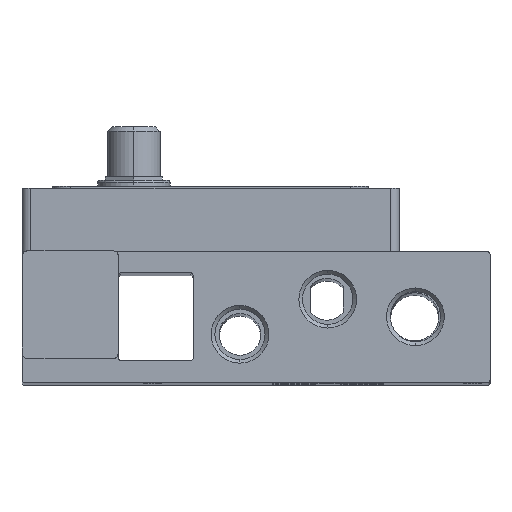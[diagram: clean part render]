
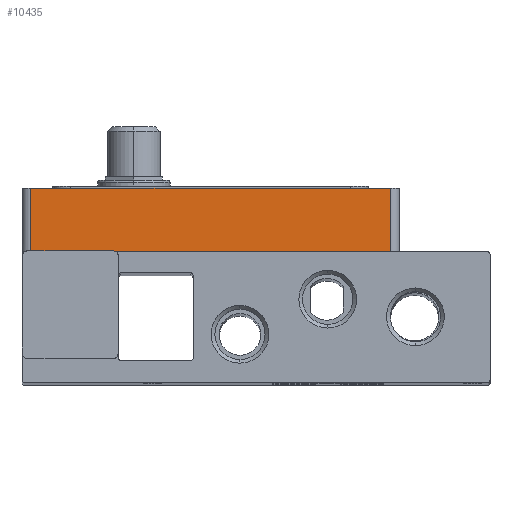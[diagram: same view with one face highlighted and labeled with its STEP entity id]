
A CAD part, top view. The second image highlights one B-rep face of the part: STEP entity #10435.
In plain terms, the highlighted planar face has unit normal (0, 0, 1).
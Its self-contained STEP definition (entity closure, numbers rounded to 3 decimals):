
#400 = DIRECTION ( 'NONE',  ( 1., 0., 0. ) ) ;
#549 = ORIENTED_EDGE ( 'NONE', *, *, #3335, .F. ) ;
#1861 = VERTEX_POINT ( 'NONE', #5213 ) ;
#2394 = EDGE_CURVE ( 'NONE', #8647, #1861, #3177, .T. ) ;
#2479 = VECTOR ( 'NONE', #400, 1000. ) ;
#2894 = LINE ( 'NONE', #13060, #4872 ) ;
#3010 = CARTESIAN_POINT ( 'NONE',  ( 84., 29.8, -9. ) ) ;
#3177 = LINE ( 'NONE', #9159, #2479 ) ;
#3335 = EDGE_CURVE ( 'NONE', #13913, #7229, #5580, .T. ) ;
#3924 = ORIENTED_EDGE ( 'NONE', *, *, #15939, .F. ) ;
#3962 = FACE_OUTER_BOUND ( 'NONE', #13327, .T. ) ;
#4039 = DIRECTION ( 'NONE',  ( 0., 0., -1. ) ) ;
#4207 = VECTOR ( 'NONE', #15808, 1000. ) ;
#4872 = VECTOR ( 'NONE', #7976, 1000. ) ;
#5143 = CARTESIAN_POINT ( 'NONE',  ( 2., 29.8, -9. ) ) ;
#5213 = CARTESIAN_POINT ( 'NONE',  ( 84., 44.3, -9. ) ) ;
#5580 = LINE ( 'NONE', #10809, #4207 ) ;
#6220 = VECTOR ( 'NONE', #11722, 1000. ) ;
#6330 = PLANE ( 'NONE',  #13315 ) ;
#7229 = VERTEX_POINT ( 'NONE', #5143 ) ;
#7976 = DIRECTION ( 'NONE',  ( 0., -1., 0. ) ) ;
#8647 = VERTEX_POINT ( 'NONE', #14087 ) ;
#9033 = CARTESIAN_POINT ( 'NONE',  ( 2., 44.3, -9. ) ) ;
#9159 = CARTESIAN_POINT ( 'NONE',  ( 2., 44.3, -9. ) ) ;
#10435 = ADVANCED_FACE ( 'NONE', ( #3962 ), #6330, .F. ) ;
#10809 = CARTESIAN_POINT ( 'NONE',  ( 106.2, 29.8, -9. ) ) ;
#11409 = DIRECTION ( 'NONE',  ( -1., 0., 0. ) ) ;
#11722 = DIRECTION ( 'NONE',  ( 0., 1., 0. ) ) ;
#11881 = CARTESIAN_POINT ( 'NONE',  ( 2., 44.3, -9. ) ) ;
#12877 = LINE ( 'NONE', #11881, #6220 ) ;
#13060 = CARTESIAN_POINT ( 'NONE',  ( 84., 44.3, -9. ) ) ;
#13315 = AXIS2_PLACEMENT_3D ( 'NONE', #9033, #4039, #11409 ) ;
#13327 = EDGE_LOOP ( 'NONE', ( #13446, #13779, #3924, #549 ) ) ;
#13446 = ORIENTED_EDGE ( 'NONE', *, *, #14281, .F. ) ;
#13779 = ORIENTED_EDGE ( 'NONE', *, *, #2394, .F. ) ;
#13913 = VERTEX_POINT ( 'NONE', #3010 ) ;
#14087 = CARTESIAN_POINT ( 'NONE',  ( 2., 44.3, -9. ) ) ;
#14281 = EDGE_CURVE ( 'NONE', #1861, #13913, #2894, .T. ) ;
#15808 = DIRECTION ( 'NONE',  ( -1., 0., 0. ) ) ;
#15939 = EDGE_CURVE ( 'NONE', #7229, #8647, #12877, .T. ) ;
